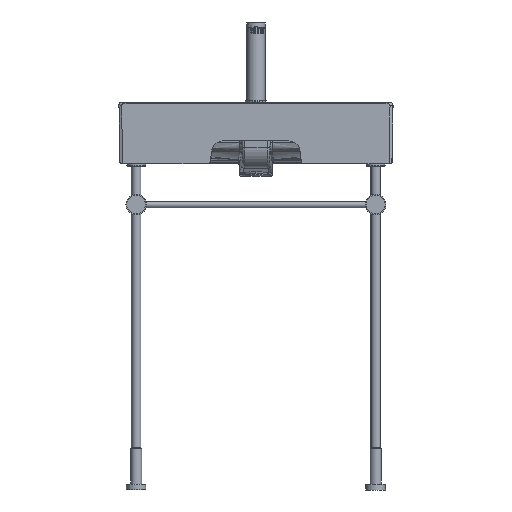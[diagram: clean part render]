
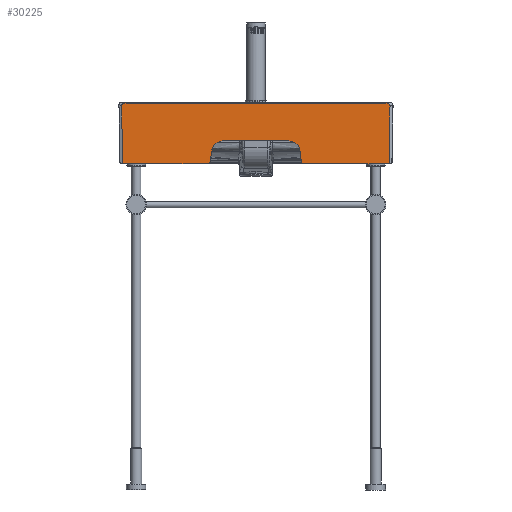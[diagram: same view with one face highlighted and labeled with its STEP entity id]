
A CAD part, left-side view. The second image highlights one B-rep face of the part: STEP entity #30225.
In plain terms, the highlighted planar face has unit normal (-1, 0.001, 0).
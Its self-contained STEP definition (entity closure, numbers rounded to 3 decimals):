
#4666=CARTESIAN_POINT('',(0.,293.93,-8.262));
#4667=VERTEX_POINT('',#4666);
#4675=CARTESIAN_POINT('',(0.,284.378,-2.7));
#4676=VERTEX_POINT('',#4675);
#4677=CARTESIAN_POINT('',(0.,293.93,-8.262));
#4678=CARTESIAN_POINT('',(0.,293.933,-7.918));
#4679=CARTESIAN_POINT('',(0.,293.902,-7.576));
#4680=CARTESIAN_POINT('',(0.,293.763,-6.911));
#4681=CARTESIAN_POINT('',(0.,293.658,-6.594));
#4682=CARTESIAN_POINT('',(0.,293.258,-5.75));
#4683=CARTESIAN_POINT('',(0.,292.894,-5.283));
#4684=CARTESIAN_POINT('',(0.,291.83,-4.324));
#4685=CARTESIAN_POINT('',(0.,291.076,-3.913));
#4686=CARTESIAN_POINT('',(0.,288.747,-3.009));
#4687=CARTESIAN_POINT('',(0.,286.747,-2.7));
#4688=CARTESIAN_POINT('',(0.,284.378,-2.7));
#4689=B_SPLINE_CURVE_WITH_KNOTS('',3,(#4677,#4678,#4679,#4680,#4681,#4682,#4683,#4684,#4685,#4686,#4687,#4688),.UNSPECIFIED.,.F.,.U.,(4,2,2,2,2,4),(-1.615,-1.468,-1.324,-1.068,-0.711,0.),.UNSPECIFIED.);
#4690=EDGE_CURVE('',#4676,#4667,#4689,.F.);
#6384=CARTESIAN_POINT('',(0.,-104.525,-135.0));
#6385=VERTEX_POINT('',#6384);
#6540=CARTESIAN_POINT('',(0.,104.525,-135.0));
#6541=VERTEX_POINT('',#6540);
#6548=CARTESIAN_POINT('',(0.,291.999,-135.));
#6549=VERTEX_POINT('',#6548);
#6550=CARTESIAN_POINT('',(0.0,291.999,-135.0));
#6551=DIRECTION('',(0.0,-1.0,0.0));
#6552=VECTOR('',#6551,187.474);
#6553=LINE('',#6550,#6552);
#6554=EDGE_CURVE('',#6541,#6549,#6553,.F.);
#6592=CARTESIAN_POINT('',(0.,-291.999,-135.));
#6593=VERTEX_POINT('',#6592);
#6600=CARTESIAN_POINT('',(0.0,-104.525,-135.0));
#6601=DIRECTION('',(0.0,-1.0,0.0));
#6602=VECTOR('',#6601,187.474);
#6603=LINE('',#6600,#6602);
#6604=EDGE_CURVE('',#6385,#6593,#6603,.T.);
#7597=CARTESIAN_POINT('',(0.,-99.55,-130.498));
#7598=VERTEX_POINT('',#7597);
#7615=CARTESIAN_POINT('',(0.0,-104.525,-130.0));
#7616=DIRECTION('',(-1.0,0.0,0.));
#7617=DIRECTION('',(0.0,1.0,0.0));
#7618=AXIS2_PLACEMENT_3D('',#7615,#7616,#7617);
#7619=CIRCLE('',#7618,5.0);
#7620=EDGE_CURVE('',#6385,#7598,#7619,.F.);
#7933=CARTESIAN_POINT('',(0.,-97.251,-107.512));
#7934=VERTEX_POINT('',#7933);
#7935=CARTESIAN_POINT('',(0.0,-97.251,-107.512));
#7936=DIRECTION('',(0.0,-0.1,-0.995));
#7937=VECTOR('',#7936,23.1);
#7938=LINE('',#7935,#7937);
#7939=EDGE_CURVE('',#7934,#7598,#7938,.T.);
#22833=CARTESIAN_POINT('',(0.,97.251,-107.512));
#22834=VERTEX_POINT('',#22833);
#22841=CARTESIAN_POINT('',(0.,99.55,-130.498));
#22842=VERTEX_POINT('',#22841);
#22843=CARTESIAN_POINT('',(0.0,97.251,-107.512));
#22844=DIRECTION('',(0.0,0.1,-0.995));
#22845=VECTOR('',#22844,23.1);
#22846=LINE('',#22843,#22845);
#22847=EDGE_CURVE('',#22834,#22842,#22846,.T.);
#22888=CARTESIAN_POINT('',(0.,72.375,-85.0));
#22889=VERTEX_POINT('',#22888);
#22896=CARTESIAN_POINT('',(0.0,72.375,-110.0));
#22897=DIRECTION('',(-1.0,0.0,0.0));
#22898=DIRECTION('',(0.0,1.0,0.0));
#22899=AXIS2_PLACEMENT_3D('',#22896,#22897,#22898);
#22900=CIRCLE('',#22899,25.0);
#22901=EDGE_CURVE('',#22889,#22834,#22900,.T.);
#22925=CARTESIAN_POINT('',(0.,-72.375,-85.0));
#22926=VERTEX_POINT('',#22925);
#22933=CARTESIAN_POINT('',(0.0,-72.375,-85.0));
#22934=DIRECTION('',(0.0,1.0,0.0));
#22935=VECTOR('',#22934,144.751);
#22936=LINE('',#22933,#22935);
#22937=EDGE_CURVE('',#22926,#22889,#22936,.T.);
#29181=CARTESIAN_POINT('',(0.0,-72.375,-110.0));
#29182=DIRECTION('',(1.0,0.0,0.0));
#29183=DIRECTION('',(0.0,1.0,0.0));
#29184=AXIS2_PLACEMENT_3D('',#29181,#29182,#29183);
#29185=CIRCLE('',#29184,25.0);
#29186=EDGE_CURVE('',#22926,#7934,#29185,.T.);
#29706=CARTESIAN_POINT('',(0.0,104.525,-130.0));
#29707=DIRECTION('',(1.0,0.0,0.));
#29708=DIRECTION('',(0.0,1.0,0.0));
#29709=AXIS2_PLACEMENT_3D('',#29706,#29707,#29708);
#29710=CIRCLE('',#29709,5.0);
#29711=EDGE_CURVE('',#6541,#22842,#29710,.F.);
#29724=CARTESIAN_POINT('',(0.,-293.93,-8.262));
#29725=VERTEX_POINT('',#29724);
#29726=CARTESIAN_POINT('',(0.,9699.675,80.629));
#29727=DIRECTION('',(1.0,0.,0.));
#29728=DIRECTION('',(0.,-1.,-0.005));
#29729=AXIS2_PLACEMENT_3D('',#29726,#29727,#29728);
#29730=CIRCLE('',#29729,9994.);
#29731=EDGE_CURVE('',#6593,#29725,#29730,.F.);
#30177=CARTESIAN_POINT('',(0.,-350.0,0.0));
#30178=DIRECTION('',(1.0,0.0,0.0));
#30179=DIRECTION('',(0.0,0.0,-1.0));
#30180=AXIS2_PLACEMENT_3D('',#30177,#30178,#30179);
#30181=PLANE('',#30180);
#30182=CARTESIAN_POINT('',(0.,-284.378,-2.7));
#30183=VERTEX_POINT('',#30182);
#30184=CARTESIAN_POINT('',(0.,-293.93,-8.262));
#30185=CARTESIAN_POINT('',(0.,-293.933,-7.918));
#30186=CARTESIAN_POINT('',(0.,-293.902,-7.576));
#30187=CARTESIAN_POINT('',(0.,-293.763,-6.911));
#30188=CARTESIAN_POINT('',(0.,-293.658,-6.594));
#30189=CARTESIAN_POINT('',(0.,-293.258,-5.75));
#30190=CARTESIAN_POINT('',(0.,-292.894,-5.283));
#30191=CARTESIAN_POINT('',(0.,-291.83,-4.324));
#30192=CARTESIAN_POINT('',(0.,-291.076,-3.913));
#30193=CARTESIAN_POINT('',(0.,-288.747,-3.009));
#30194=CARTESIAN_POINT('',(0.,-286.747,-2.7));
#30195=CARTESIAN_POINT('',(0.,-284.378,-2.7));
#30196=B_SPLINE_CURVE_WITH_KNOTS('',3,(#30184,#30185,#30186,#30187,#30188,#30189,#30190,#30191,#30192,#30193,#30194,#30195),.UNSPECIFIED.,.F.,.U.,(4,2,2,2,2,4),(-1.615,-1.468,-1.324,-1.068,-0.711,0.),.UNSPECIFIED.);
#30197=EDGE_CURVE('',#30183,#29725,#30196,.F.);
#30198=ORIENTED_EDGE('',*,*,#30197,.F.);
#30199=CARTESIAN_POINT('',(0.,-284.378,-2.7));
#30200=DIRECTION('',(0.0,1.0,0.0));
#30201=VECTOR('',#30200,568.757);
#30202=LINE('',#30199,#30201);
#30203=EDGE_CURVE('',#30183,#4676,#30202,.T.);
#30204=ORIENTED_EDGE('',*,*,#30203,.T.);
#30205=ORIENTED_EDGE('',*,*,#4690,.T.);
#30206=CARTESIAN_POINT('',(0.,-9699.675,80.629));
#30207=DIRECTION('',(1.0,0.0,0.0));
#30208=DIRECTION('',(0.0,1.0,0.0));
#30209=AXIS2_PLACEMENT_3D('',#30206,#30207,#30208);
#30210=CIRCLE('',#30209,9994.);
#30211=EDGE_CURVE('',#6549,#4667,#30210,.T.);
#30212=ORIENTED_EDGE('',*,*,#30211,.F.);
#30213=ORIENTED_EDGE('',*,*,#6554,.F.);
#30214=ORIENTED_EDGE('',*,*,#29711,.T.);
#30215=ORIENTED_EDGE('',*,*,#22847,.F.);
#30216=ORIENTED_EDGE('',*,*,#22901,.F.);
#30217=ORIENTED_EDGE('',*,*,#22937,.F.);
#30218=ORIENTED_EDGE('',*,*,#29186,.T.);
#30219=ORIENTED_EDGE('',*,*,#7939,.T.);
#30220=ORIENTED_EDGE('',*,*,#7620,.F.);
#30221=ORIENTED_EDGE('',*,*,#6604,.T.);
#30222=ORIENTED_EDGE('',*,*,#29731,.T.);
#30223=EDGE_LOOP('',(#30198,#30204,#30205,#30212,#30213,#30214,#30215,#30216,#30217,#30218,#30219,#30220,#30221,#30222));
#30224=FACE_OUTER_BOUND('',#30223,.T.);
#30225=ADVANCED_FACE('',(#30224),#30181,.F.);
